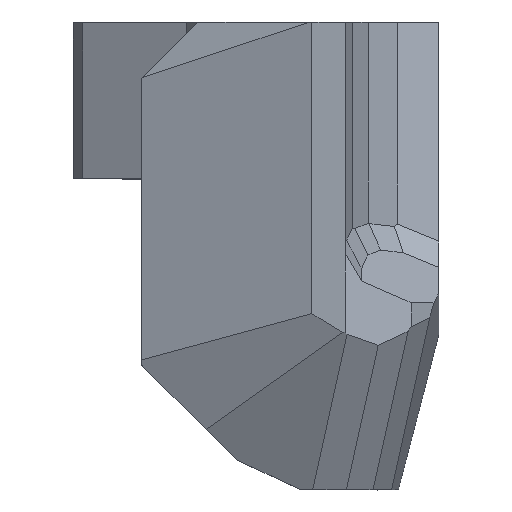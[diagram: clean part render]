
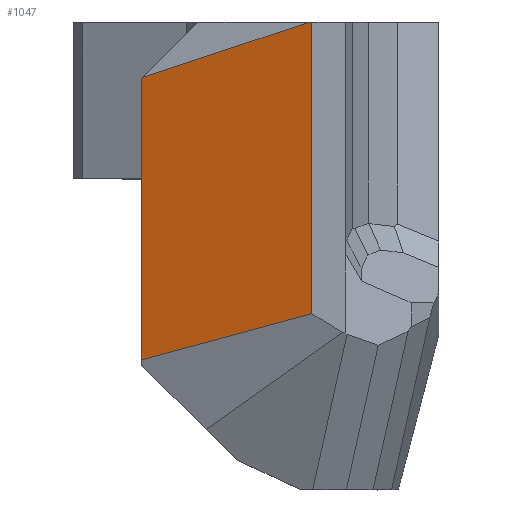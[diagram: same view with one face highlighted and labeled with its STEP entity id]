
A CAD part, top view. The second image highlights one B-rep face of the part: STEP entity #1047.
In plain terms, the highlighted planar face has unit normal (-0.342, 0, 0.94).
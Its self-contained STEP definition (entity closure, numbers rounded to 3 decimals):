
#62=FACE_OUTER_BOUND('',#116,.T.);
#116=EDGE_LOOP('',(#905,#906,#907,#908,#909,#910));
#148=LINE('',#1433,#293);
#203=LINE('',#1540,#348);
#258=LINE('',#1649,#403);
#259=LINE('',#1651,#404);
#260=LINE('',#1654,#405);
#261=LINE('',#1655,#406);
#293=VECTOR('',#1159,0.091);
#348=VECTOR('',#1248,9.358);
#403=VECTOR('',#1345,0.028);
#404=VECTOR('',#1348,5.967);
#405=VECTOR('',#1351,5.992);
#406=VECTOR('',#1352,9.039);
#439=VERTEX_POINT('',#1430);
#440=VERTEX_POINT('',#1432);
#475=VERTEX_POINT('',#1539);
#507=VERTEX_POINT('',#1645);
#508=VERTEX_POINT('',#1647);
#509=VERTEX_POINT('',#1653);
#537=EDGE_CURVE('',#439,#440,#148,.T.);
#592=EDGE_CURVE('',#475,#440,#203,.T.);
#647=EDGE_CURVE('',#507,#508,#258,.T.);
#648=EDGE_CURVE('',#507,#439,#259,.T.);
#649=EDGE_CURVE('',#509,#475,#260,.T.);
#650=EDGE_CURVE('',#509,#508,#261,.T.);
#905=ORIENTED_EDGE('',*,*,#649,.T.);
#906=ORIENTED_EDGE('',*,*,#592,.T.);
#907=ORIENTED_EDGE('',*,*,#537,.F.);
#908=ORIENTED_EDGE('',*,*,#648,.F.);
#909=ORIENTED_EDGE('',*,*,#647,.T.);
#910=ORIENTED_EDGE('',*,*,#650,.F.);
#995=PLANE('',#1115);
#1047=ADVANCED_FACE('',(#62),#995,.T.);
#1115=AXIS2_PLACEMENT_3D('',#1652,#1349,#1350);
#1159=DIRECTION('',(0.94,0.,0.342));
#1248=DIRECTION('',(0.,1.,0.));
#1345=DIRECTION('',(-0.685,-0.685,-0.249));
#1348=DIRECTION('',(0.897,0.298,0.326));
#1349=DIRECTION('center_axis',(-0.342,0.,0.94));
#1350=DIRECTION('ref_axis',(0.94,0.,0.342));
#1351=DIRECTION('',(0.911,0.247,0.331));
#1352=DIRECTION('',(0.,1.,0.));
#1430=CARTESIAN_POINT('',(12.114,5.,16.094));
#1432=CARTESIAN_POINT('',(12.2,5.,16.126));
#1433=CARTESIAN_POINT('',(12.114,5.,16.094));
#1539=CARTESIAN_POINT('',(12.2,-4.358,16.126));
#1540=CARTESIAN_POINT('',(12.2,-4.358,16.126));
#1645=CARTESIAN_POINT('',(6.762,3.219,14.148));
#1647=CARTESIAN_POINT('',(6.743,3.2,14.141));
#1649=CARTESIAN_POINT('',(6.762,3.219,14.148));
#1651=CARTESIAN_POINT('',(6.762,3.219,14.148));
#1652=CARTESIAN_POINT('Origin',(9.471,0.,15.133));
#1653=CARTESIAN_POINT('',(6.743,-5.839,14.141));
#1654=CARTESIAN_POINT('',(6.743,-5.839,14.141));
#1655=CARTESIAN_POINT('',(6.743,-5.839,14.141));
